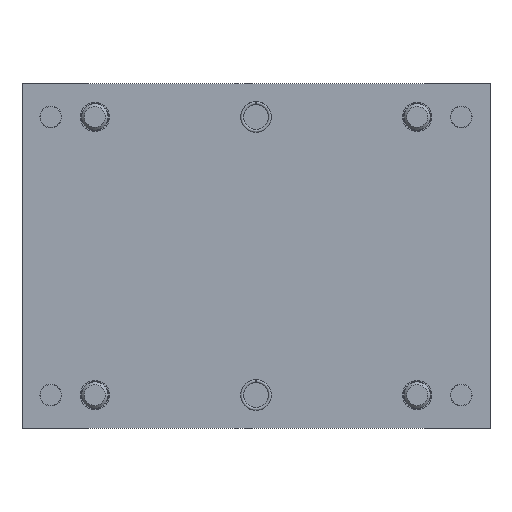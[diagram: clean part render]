
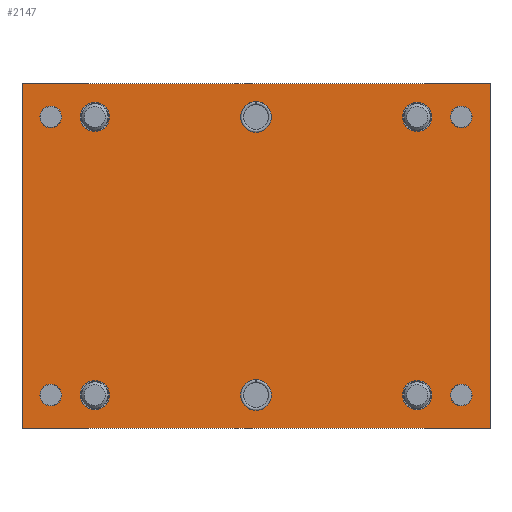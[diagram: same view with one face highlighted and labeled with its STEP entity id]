
A CAD part, front view. The second image highlights one B-rep face of the part: STEP entity #2147.
In plain terms, the highlighted planar face has unit normal (0, -1, 0).
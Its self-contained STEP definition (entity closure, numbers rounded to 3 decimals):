
#206=CIRCLE('',#2356,2.459);
#207=CIRCLE('',#2357,2.459);
#208=CIRCLE('',#2358,2.459);
#209=CIRCLE('',#2359,2.459);
#210=CIRCLE('',#2360,3.5);
#211=CIRCLE('',#2361,3.5);
#212=CIRCLE('',#2362,3.3);
#213=CIRCLE('',#2363,3.3);
#214=CIRCLE('',#2364,3.3);
#215=CIRCLE('',#2365,3.3);
#352=ORIENTED_EDGE('',*,*,#926,.F.);
#353=ORIENTED_EDGE('',*,*,#927,.F.);
#354=ORIENTED_EDGE('',*,*,#928,.F.);
#355=ORIENTED_EDGE('',*,*,#929,.F.);
#356=ORIENTED_EDGE('',*,*,#930,.F.);
#357=ORIENTED_EDGE('',*,*,#931,.F.);
#358=ORIENTED_EDGE('',*,*,#932,.F.);
#359=ORIENTED_EDGE('',*,*,#933,.F.);
#360=ORIENTED_EDGE('',*,*,#934,.F.);
#361=ORIENTED_EDGE('',*,*,#935,.F.);
#362=ORIENTED_EDGE('',*,*,#906,.F.);
#363=ORIENTED_EDGE('',*,*,#916,.F.);
#364=ORIENTED_EDGE('',*,*,#913,.F.);
#365=ORIENTED_EDGE('',*,*,#910,.F.);
#906=EDGE_CURVE('',#1197,#1198,#1397,.T.);
#910=EDGE_CURVE('',#1198,#1201,#1401,.T.);
#913=EDGE_CURVE('',#1201,#1203,#1404,.T.);
#916=EDGE_CURVE('',#1203,#1197,#1407,.T.);
#926=EDGE_CURVE('',#1213,#1213,#206,.T.);
#927=EDGE_CURVE('',#1214,#1214,#207,.T.);
#928=EDGE_CURVE('',#1215,#1215,#208,.T.);
#929=EDGE_CURVE('',#1216,#1216,#209,.T.);
#930=EDGE_CURVE('',#1217,#1217,#210,.T.);
#931=EDGE_CURVE('',#1218,#1218,#211,.T.);
#932=EDGE_CURVE('',#1219,#1219,#212,.T.);
#933=EDGE_CURVE('',#1220,#1220,#213,.T.);
#934=EDGE_CURVE('',#1221,#1221,#214,.T.);
#935=EDGE_CURVE('',#1222,#1222,#215,.T.);
#1197=VERTEX_POINT('',#3338);
#1198=VERTEX_POINT('',#3339);
#1201=VERTEX_POINT('',#3347);
#1203=VERTEX_POINT('',#3353);
#1213=VERTEX_POINT('',#3379);
#1214=VERTEX_POINT('',#3381);
#1215=VERTEX_POINT('',#3383);
#1216=VERTEX_POINT('',#3385);
#1217=VERTEX_POINT('',#3387);
#1218=VERTEX_POINT('',#3389);
#1219=VERTEX_POINT('',#3391);
#1220=VERTEX_POINT('',#3393);
#1221=VERTEX_POINT('',#3395);
#1222=VERTEX_POINT('',#3397);
#1397=LINE('',#3337,#1536);
#1401=LINE('',#3346,#1540);
#1404=LINE('',#3352,#1543);
#1407=LINE('',#3358,#1546);
#1536=VECTOR('',#2630,1000.);
#1540=VECTOR('',#2636,1000.);
#1543=VECTOR('',#2641,1000.);
#1546=VECTOR('',#2646,1000.);
#1688=EDGE_LOOP('',(#352));
#1689=EDGE_LOOP('',(#353));
#1690=EDGE_LOOP('',(#354));
#1691=EDGE_LOOP('',(#355));
#1692=EDGE_LOOP('',(#356));
#1693=EDGE_LOOP('',(#357));
#1694=EDGE_LOOP('',(#358));
#1695=EDGE_LOOP('',(#359));
#1696=EDGE_LOOP('',(#360));
#1697=EDGE_LOOP('',(#361));
#1698=EDGE_LOOP('',(#362,#363,#364,#365));
#1887=FACE_BOUND('',#1688,.T.);
#1888=FACE_BOUND('',#1689,.T.);
#1889=FACE_BOUND('',#1690,.T.);
#1890=FACE_BOUND('',#1691,.T.);
#1891=FACE_BOUND('',#1692,.T.);
#1892=FACE_BOUND('',#1693,.T.);
#1893=FACE_BOUND('',#1694,.T.);
#1894=FACE_BOUND('',#1695,.T.);
#1895=FACE_BOUND('',#1696,.T.);
#1896=FACE_BOUND('',#1697,.T.);
#1897=FACE_BOUND('',#1698,.T.);
#2080=PLANE('',#2355);
#2147=ADVANCED_FACE('',(#1887,#1888,#1889,#1890,#1891,#1892,#1893,#1894,
#1895,#1896,#1897),#2080,.F.);
#2355=AXIS2_PLACEMENT_3D('',#3377,#2666,#2667);
#2356=AXIS2_PLACEMENT_3D('',#3378,#2668,#2669);
#2357=AXIS2_PLACEMENT_3D('',#3380,#2670,#2671);
#2358=AXIS2_PLACEMENT_3D('',#3382,#2672,#2673);
#2359=AXIS2_PLACEMENT_3D('',#3384,#2674,#2675);
#2360=AXIS2_PLACEMENT_3D('',#3386,#2676,#2677);
#2361=AXIS2_PLACEMENT_3D('',#3388,#2678,#2679);
#2362=AXIS2_PLACEMENT_3D('',#3390,#2680,#2681);
#2363=AXIS2_PLACEMENT_3D('',#3392,#2682,#2683);
#2364=AXIS2_PLACEMENT_3D('',#3394,#2684,#2685);
#2365=AXIS2_PLACEMENT_3D('',#3396,#2686,#2687);
#2630=DIRECTION('',(0.,0.,1.));
#2636=DIRECTION('',(1.,0.,0.));
#2641=DIRECTION('',(0.,0.,-1.));
#2646=DIRECTION('',(-1.,0.,0.));
#2666=DIRECTION('',(0.,1.,0.));
#2667=DIRECTION('',(0.,0.,1.));
#2668=DIRECTION('',(0.,-1.,0.));
#2669=DIRECTION('',(0.,0.,-1.));
#2670=DIRECTION('',(0.,-1.,0.));
#2671=DIRECTION('',(0.,0.,-1.));
#2672=DIRECTION('',(0.,-1.,0.));
#2673=DIRECTION('',(0.,0.,-1.));
#2674=DIRECTION('',(0.,-1.,0.));
#2675=DIRECTION('',(0.,0.,-1.));
#2676=DIRECTION('',(0.,-1.,0.));
#2677=DIRECTION('',(0.,0.,-1.));
#2678=DIRECTION('',(0.,-1.,0.));
#2679=DIRECTION('',(0.,0.,-1.));
#2680=DIRECTION('',(0.,-1.,0.));
#2681=DIRECTION('',(0.,0.,-1.));
#2682=DIRECTION('',(0.,-1.,0.));
#2683=DIRECTION('',(0.,0.,-1.));
#2684=DIRECTION('',(0.,-1.,0.));
#2685=DIRECTION('',(0.,0.,-1.));
#2686=DIRECTION('',(0.,-1.,0.));
#2687=DIRECTION('',(0.,0.,-1.));
#3337=CARTESIAN_POINT('',(-39.,0.,-53.));
#3338=CARTESIAN_POINT('',(-39.,0.,-53.));
#3339=CARTESIAN_POINT('',(-39.,0.,53.));
#3346=CARTESIAN_POINT('',(-39.,0.,53.));
#3347=CARTESIAN_POINT('',(39.,0.,53.));
#3352=CARTESIAN_POINT('',(39.,0.,53.));
#3353=CARTESIAN_POINT('',(39.,0.,-53.));
#3358=CARTESIAN_POINT('',(39.,0.,-53.));
#3377=CARTESIAN_POINT('',(0.,0.,0.));
#3378=CARTESIAN_POINT('',(-31.5,0.,-46.5));
#3379=CARTESIAN_POINT('',(-31.5,0.,-48.959));
#3380=CARTESIAN_POINT('',(-31.5,0.,46.5));
#3381=CARTESIAN_POINT('',(-31.5,0.,44.042));
#3382=CARTESIAN_POINT('',(31.5,0.,46.5));
#3383=CARTESIAN_POINT('',(31.5,0.,44.042));
#3384=CARTESIAN_POINT('',(31.5,0.,-46.5));
#3385=CARTESIAN_POINT('',(31.5,0.,-48.959));
#3386=CARTESIAN_POINT('',(-31.5,0.,0.));
#3387=CARTESIAN_POINT('',(-31.5,0.,-3.5));
#3388=CARTESIAN_POINT('',(31.5,0.,0.));
#3389=CARTESIAN_POINT('',(31.5,0.,-3.5));
#3390=CARTESIAN_POINT('',(-31.5,0.,36.5));
#3391=CARTESIAN_POINT('',(-31.5,0.,33.2));
#3392=CARTESIAN_POINT('',(-31.5,0.,-36.5));
#3393=CARTESIAN_POINT('',(-31.5,0.,-39.8));
#3394=CARTESIAN_POINT('',(31.5,0.,-36.5));
#3395=CARTESIAN_POINT('',(31.5,0.,-39.8));
#3396=CARTESIAN_POINT('',(31.5,0.,36.5));
#3397=CARTESIAN_POINT('',(31.5,0.,33.2));
